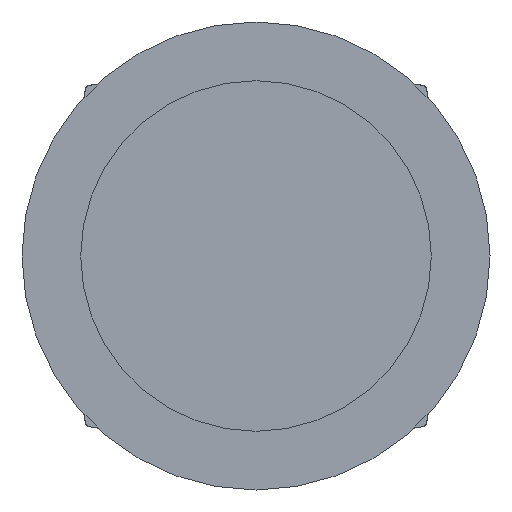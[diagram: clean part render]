
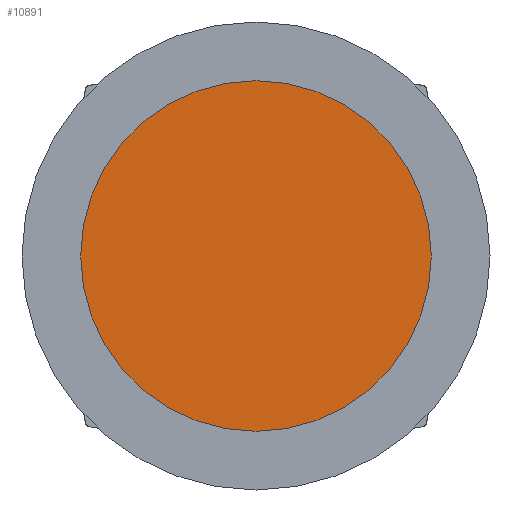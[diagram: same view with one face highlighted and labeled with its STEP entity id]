
A CAD part, front view. The second image highlights one B-rep face of the part: STEP entity #10891.
In plain terms, the highlighted planar face has unit normal (0, -1, 0).
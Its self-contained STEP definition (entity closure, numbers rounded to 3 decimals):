
#41=PLANE($,#11509);
#615=FACE_OUTER_BOUND($,#1186,.T.);
#1186=EDGE_LOOP($,(#7037));
#2001=CIRCLE($,#11510,20.6);
#4434=VERTEX_POINT($,#15757);
#5482=EDGE_CURVE($,#4434,#4434,#2001,.T.);
#7037=ORIENTED_EDGE($,*,*,#5482,.F.);
#10891=ADVANCED_FACE($,(#615),#41,.T.);
#11509=AXIS2_PLACEMENT_3D($,#15756,#12616,#12617);
#11510=AXIS2_PLACEMENT_3D($,#15758,#12618,#12619);
#12616=DIRECTION('center_axis',(0.,-1.,0.));
#12617=DIRECTION('ref_axis',(-1.,0.,0.));
#12618=DIRECTION('center_axis',(0.,1.,0.));
#12619=DIRECTION('ref_axis',(0.,0.,
-1.));
#15756=CARTESIAN_POINT('Origin',(0.,-7.7,
-16.55));
#15757=CARTESIAN_POINT('',(0.,-7.7,-20.6));
#15758=CARTESIAN_POINT('Origin',(0.,-7.7,0.));
